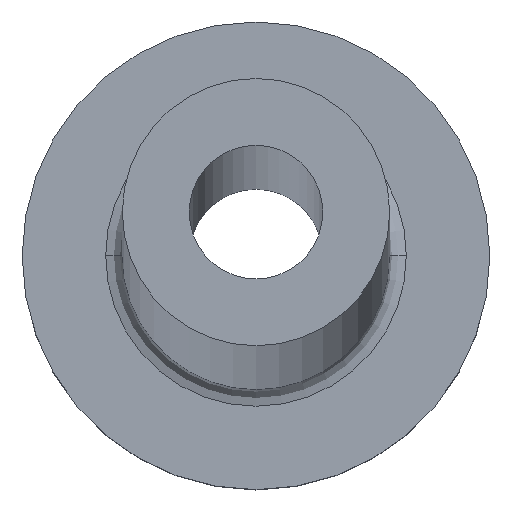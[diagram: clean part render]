
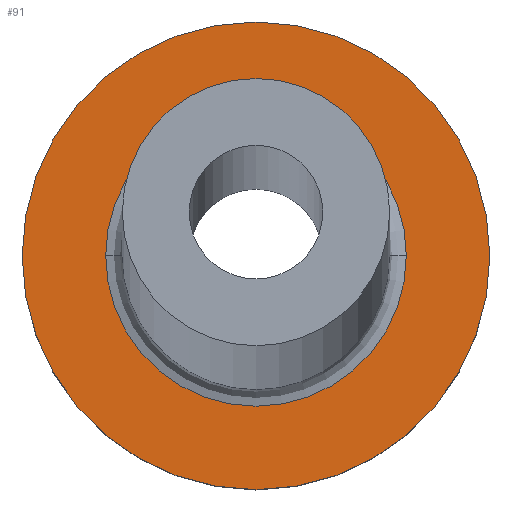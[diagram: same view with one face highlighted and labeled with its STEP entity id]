
A CAD part, top view. The second image highlights one B-rep face of the part: STEP entity #91.
In plain terms, the highlighted planar face has unit normal (0, 0, 1).
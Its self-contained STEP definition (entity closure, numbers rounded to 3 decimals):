
#10 = CARTESIAN_POINT ( 'NONE',  ( 0., 0., 5. ) ) ;
#21 = DIRECTION ( 'NONE',  ( 1., 0., 0. ) ) ;
#27 = AXIS2_PLACEMENT_3D ( 'NONE', #378, #116, #21 ) ;
#31 = EDGE_CURVE ( 'NONE', #237, #363, #160, .T. ) ;
#42 = EDGE_CURVE ( 'NONE', #118, #248, #190, .T. ) ;
#63 = AXIS2_PLACEMENT_3D ( 'NONE', #151, #209, #97 ) ;
#67 = FACE_OUTER_BOUND ( 'NONE', #213, .T. ) ;
#69 = CARTESIAN_POINT ( 'NONE',  ( -4.5, 0., 5. ) ) ;
#90 = AXIS2_PLACEMENT_3D ( 'NONE', #10, #216, #334 ) ;
#91 = ADVANCED_FACE ( 'NONE', ( #358, #67 ), #96, .T. ) ;
#93 = DIRECTION ( 'NONE',  ( 1., 0., 0. ) ) ;
#94 = CARTESIAN_POINT ( 'NONE',  ( -7., 0., 5. ) ) ;
#95 = AXIS2_PLACEMENT_3D ( 'NONE', #265, #233, #93 ) ;
#96 = PLANE ( 'NONE',  #95 ) ;
#97 = DIRECTION ( 'NONE',  ( 1., 0., 0. ) ) ;
#116 = DIRECTION ( 'NONE',  ( 0., 0., -1. ) ) ;
#118 = VERTEX_POINT ( 'NONE', #94 ) ;
#120 = EDGE_CURVE ( 'NONE', #248, #118, #356, .T. ) ;
#151 = CARTESIAN_POINT ( 'NONE',  ( 0., 0., 5. ) ) ;
#160 = CIRCLE ( 'NONE', #27, 4.5 ) ;
#167 = ORIENTED_EDGE ( 'NONE', *, *, #330, .T. ) ;
#174 = ORIENTED_EDGE ( 'NONE', *, *, #120, .T. ) ;
#190 = CIRCLE ( 'NONE', #332, 7. ) ;
#209 = DIRECTION ( 'NONE',  ( 0., 0., 1. ) ) ;
#212 = ORIENTED_EDGE ( 'NONE', *, *, #31, .T. ) ;
#213 = EDGE_LOOP ( 'NONE', ( #365, #174 ) ) ;
#216 = DIRECTION ( 'NONE',  ( 0., 0., -1. ) ) ;
#226 = CIRCLE ( 'NONE', #90, 4.5 ) ;
#229 = DIRECTION ( 'NONE',  ( 0., 0., 1. ) ) ;
#233 = DIRECTION ( 'NONE',  ( 0., 0., 1. ) ) ;
#237 = VERTEX_POINT ( 'NONE', #69 ) ;
#246 = CARTESIAN_POINT ( 'NONE',  ( 4.5, 0., 5. ) ) ;
#248 = VERTEX_POINT ( 'NONE', #381 ) ;
#265 = CARTESIAN_POINT ( 'NONE',  ( 0., 0., 5. ) ) ;
#282 = CARTESIAN_POINT ( 'NONE',  ( 0., 0., 5. ) ) ;
#330 = EDGE_CURVE ( 'NONE', #363, #237, #226, .T. ) ;
#332 = AXIS2_PLACEMENT_3D ( 'NONE', #282, #229, #370 ) ;
#334 = DIRECTION ( 'NONE',  ( 1., 0., 0. ) ) ;
#350 = EDGE_LOOP ( 'NONE', ( #167, #212 ) ) ;
#356 = CIRCLE ( 'NONE', #63, 7. ) ;
#358 = FACE_BOUND ( 'NONE', #350, .T. ) ;
#363 = VERTEX_POINT ( 'NONE', #246 ) ;
#365 = ORIENTED_EDGE ( 'NONE', *, *, #42, .T. ) ;
#370 = DIRECTION ( 'NONE',  ( 1., 0., 0. ) ) ;
#378 = CARTESIAN_POINT ( 'NONE',  ( 0., 0., 5. ) ) ;
#381 = CARTESIAN_POINT ( 'NONE',  ( 7., 0., 5. ) ) ;
